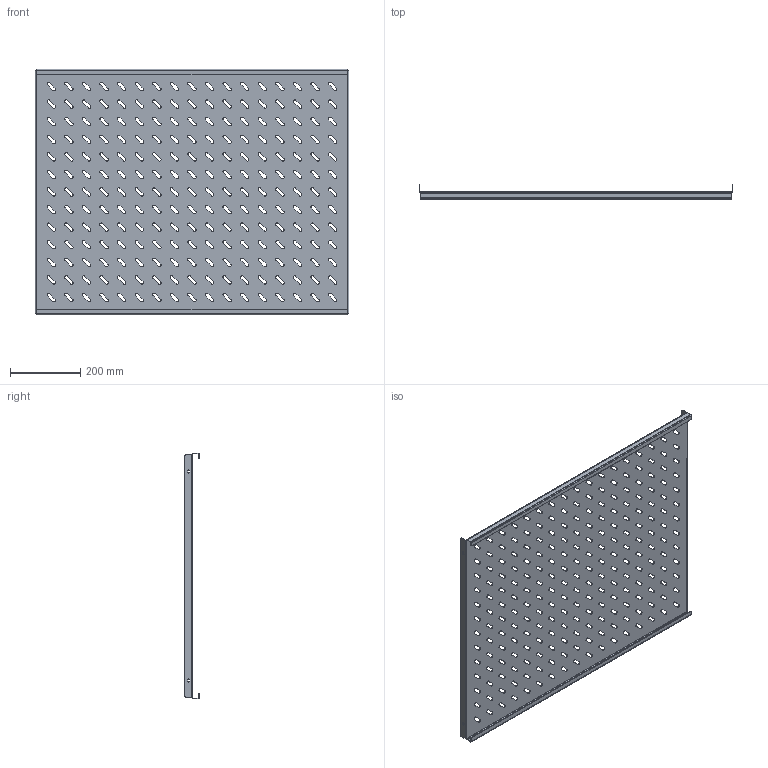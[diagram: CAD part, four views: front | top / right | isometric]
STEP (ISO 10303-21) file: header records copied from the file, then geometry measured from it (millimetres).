
FILE_DESCRIPTION (( 'STEP AP214' ), '1' );
FILE_NAME ('945.209.STEP', '2024-09-23T06:51:03', ( '' ), ( '' ), 'SwSTEP 2.0', 'SolidWorks 2021', '' );
FILE_SCHEMA (( 'AUTOMOTIVE_DESIGN' ));
Length unit declared in the file: millimetre
Products named in the file (1): 945.209
Bounding box: 892 x 41 x 697 mm (x, y, z)
Volume: 972861.5 mm3; surface area: 1325774.4 mm2
Topology: 1 solids, 1 shells, 1173 faces, 3485 edges, 2314 vertices
Faces by surface type: cylinder 691, plane 482
Entity records: 40731 total; most frequent: DIRECTION 7215, CARTESIAN_POINT 6973, ORIENTED_EDGE 6970, EDGE_CURVE 3485, AXIS2_PLACEMENT_3D 2556, VERTEX_POINT 2314, LINE 2103, VECTOR 2103
